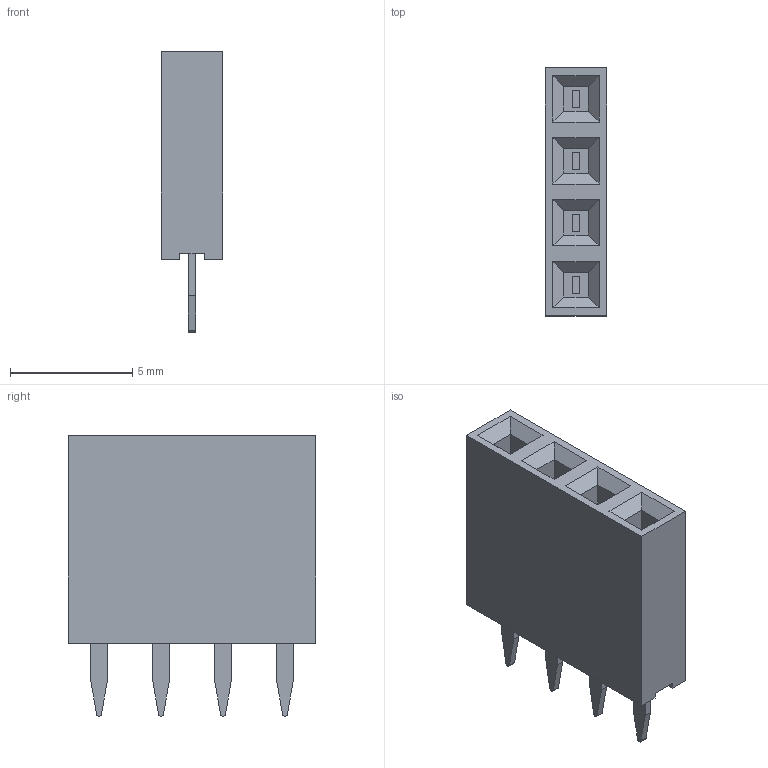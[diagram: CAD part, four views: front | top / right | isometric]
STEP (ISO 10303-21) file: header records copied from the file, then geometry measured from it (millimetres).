
FILE_DESCRIPTION(('FreeCAD Model'),'2;1');
FILE_NAME('Open CASCADE Shape Model','2022-06-14T01:49:11',( 'kicad StepUp'),('ksu MCAD'),'Open CASCADE STEP processor 7.5', 'FreeCAD','Unknown');
FILE_SCHEMA(('AUTOMOTIVE_DESIGN { 1 0 10303 214 1 1 1 1 }'));
Length unit declared in the file: millimetre
Products named in the file (3): PinSocket_P2.54mm_1x04; Body006; Body007
Assembly tree (2 placements, depth 2):
  PinSocket_P2.54mm_1x04
    Body006
    Body007
Bounding box: 2.54 x 10.16 x 11.5 mm (x, y, z)
Volume: 195.7 mm3; surface area: 415 mm2
Topology: 5 solids, 5 shells, 87 faces, 197 edges, 124 vertices
Faces by surface type: plane 83, cylinder 4
Entity records: 5013 total; most frequent: CARTESIAN_POINT 805, DIRECTION 779, LINE 575, VECTOR 575, ORIENTED_EDGE 394, PCURVE 394, DEFINITIONAL_REPRESENTATION 394, EDGE_CURVE 197
